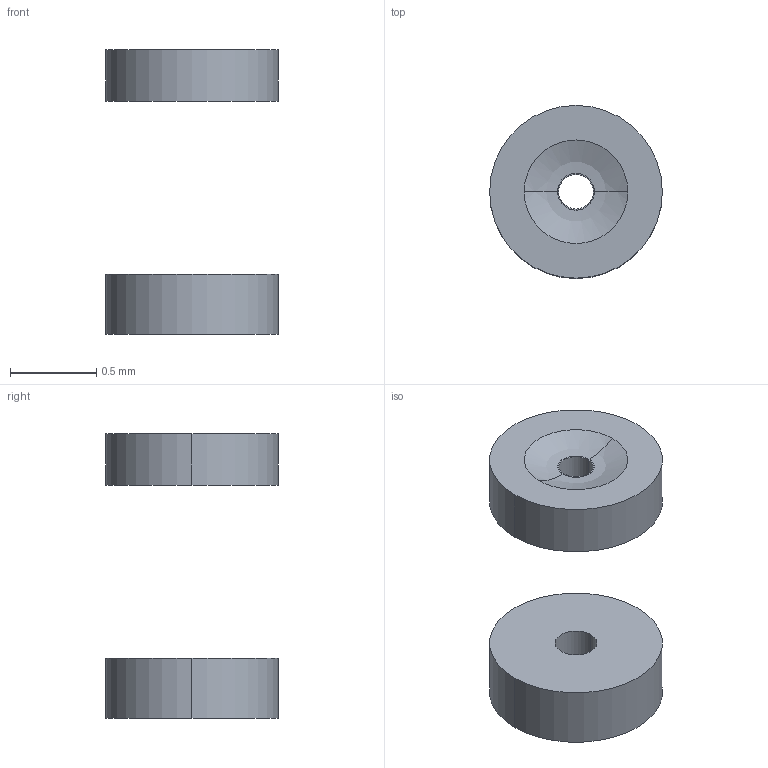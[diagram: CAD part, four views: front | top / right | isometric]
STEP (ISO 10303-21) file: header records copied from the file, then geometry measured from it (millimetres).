
FILE_DESCRIPTION(('Open CASCADE Model'),'2;1');
FILE_NAME('Open CASCADE Shape Model','2018-03-30T15:05:05',('Author'),( 'Open CASCADE'),'Open CASCADE STEP processor 6.5','Open CASCADE 6.5' ,'Unknown');
FILE_SCHEMA(('AUTOMOTIVE_DESIGN_CC2 { 1 2 10303 214 -1 1 5 4 }'));
Length unit declared in the file: millimetre
Products named in the file (2): selection; selection001
Bounding box: 1 x 1 x 1.65 mm (x, y, z)
Volume: 0.5 mm3; surface area: 5.4 mm2
Topology: 2 solids, 2 shells, 18 faces, 36 edges, 24 vertices
Faces by surface type: cylinder 8, plane 6, revolution 4
Entity records: 1189 total; most frequent: CARTESIAN_POINT 445, DIRECTION 118, ORIENTED_EDGE 72, PCURVE 72, DEFINITIONAL_REPRESENTATION 72, B_SPLINE_CURVE_WITH_KNOTS 52, CIRCLE 48, AXIS2_PLACEMENT_3D 43
